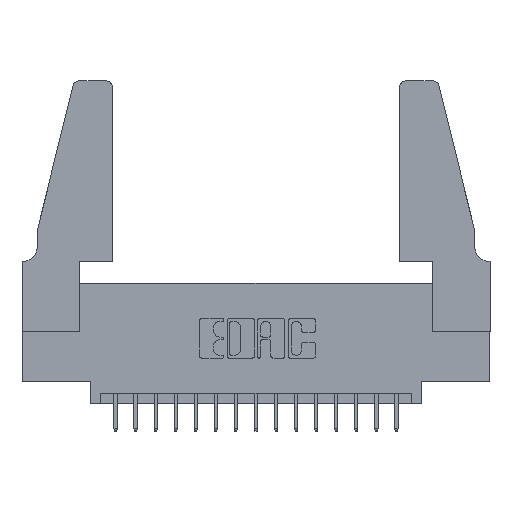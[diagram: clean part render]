
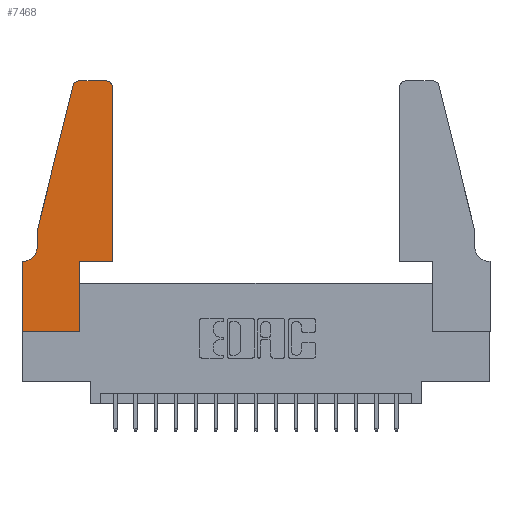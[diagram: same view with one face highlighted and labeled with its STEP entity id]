
A CAD part, top view. The second image highlights one B-rep face of the part: STEP entity #7468.
In plain terms, the highlighted planar face has unit normal (0, 0, 1).
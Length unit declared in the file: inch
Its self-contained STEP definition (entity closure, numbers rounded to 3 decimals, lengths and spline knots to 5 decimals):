
#65 = VERTEX_POINT ( 'NONE', #10603 ) ;
#295 = AXIS2_PLACEMENT_3D ( 'NONE', #11135, #4007, #4261 ) ;
#350 = VERTEX_POINT ( 'NONE', #12890 ) ;
#353 = AXIS2_PLACEMENT_3D ( 'NONE', #10860, #11719, #13605 ) ;
#421 = ORIENTED_EDGE ( 'NONE', *, *, #8351, .T. ) ;
#475 = DIRECTION ( 'NONE',  ( 1., 0., 0. ) ) ;
#916 = CARTESIAN_POINT ( 'NONE',  ( 0.2865, 0.35, 0.37 ) ) ;
#972 = VERTEX_POINT ( 'NONE', #6227 ) ;
#1056 = CARTESIAN_POINT ( 'NONE',  ( 0.0755, 0.35, 0.37 ) ) ;
#1134 = CARTESIAN_POINT ( 'NONE',  ( 0.4505, 0.35, 0.37 ) ) ;
#1470 = LINE ( 'NONE', #12374, #3684 ) ;
#1527 = VECTOR ( 'NONE', #2545, 39.37008 ) ;
#1692 = ORIENTED_EDGE ( 'NONE', *, *, #2989, .T. ) ;
#1721 = VERTEX_POINT ( 'NONE', #916 ) ;
#1737 = CIRCLE ( 'NONE', #295, 0.03 ) ;
#1821 = CIRCLE ( 'NONE', #5505, 0.07 ) ;
#2372 = VECTOR ( 'NONE', #15590, 39.37008 ) ;
#2545 = DIRECTION ( 'NONE',  ( 0., -1., 0. ) ) ;
#2989 = EDGE_CURVE ( 'NONE', #1721, #10754, #8588, .T. ) ;
#3169 = EDGE_CURVE ( 'NONE', #972, #350, #12869, .T. ) ;
#3250 = LINE ( 'NONE', #17180, #12929 ) ;
#3334 = VERTEX_POINT ( 'NONE', #6824 ) ;
#3611 = EDGE_CURVE ( 'NONE', #65, #9608, #1821, .T. ) ;
#3646 = ORIENTED_EDGE ( 'NONE', *, *, #3611, .T. ) ;
#3684 = VECTOR ( 'NONE', #4304, 39.37008 ) ;
#4007 = DIRECTION ( 'NONE',  ( 0., 0., 1. ) ) ;
#4261 = DIRECTION ( 'NONE',  ( 1., 0., 0. ) ) ;
#4304 = DIRECTION ( 'NONE',  ( -1., 0., 0. ) ) ;
#4436 = EDGE_CURVE ( 'NONE', #5432, #65, #11929, .T. ) ;
#4446 = PLANE ( 'NONE',  #9791 ) ;
#4820 = DIRECTION ( 'NONE',  ( -1., 0., 0. ) ) ;
#5136 = LINE ( 'NONE', #1056, #14471 ) ;
#5432 = VERTEX_POINT ( 'NONE', #7447 ) ;
#5505 = AXIS2_PLACEMENT_3D ( 'NONE', #9096, #17176, #4820 ) ;
#5514 = ORIENTED_EDGE ( 'NONE', *, *, #7061, .T. ) ;
#5570 = DIRECTION ( 'NONE',  ( -0.239, -0.971, 0. ) ) ;
#5823 = CARTESIAN_POINT ( 'NONE',  ( 0.4505, 0.35, 0.37 ) ) ;
#5984 = CARTESIAN_POINT ( 'NONE',  ( 0.4205, 1.25, 0.37 ) ) ;
#6150 = ORIENTED_EDGE ( 'NONE', *, *, #10002, .T. ) ;
#6227 = CARTESIAN_POINT ( 'NONE',  ( 0., 0., 0.37 ) ) ;
#6309 = CARTESIAN_POINT ( 'NONE',  ( 0., 0.35, 0.37 ) ) ;
#6561 = CARTESIAN_POINT ( 'NONE',  ( 0.0755, 0.5, 0.37 ) ) ;
#6656 = LINE ( 'NONE', #16391, #13116 ) ;
#6824 = CARTESIAN_POINT ( 'NONE',  ( 0.25487, 1.22718, 0.37 ) ) ;
#7061 = EDGE_CURVE ( 'NONE', #8885, #11461, #1470, .T. ) ;
#7447 = CARTESIAN_POINT ( 'NONE',  ( 0.0755, 0.5, 0.37 ) ) ;
#7468 = ADVANCED_FACE ( 'NONE', ( #16724 ), #4446, .T. ) ;
#7580 = CARTESIAN_POINT ( 'NONE',  ( 0.0055, 0.35, 0.37 ) ) ;
#8191 = CARTESIAN_POINT ( 'NONE',  ( 0.4505, 1.22, 0.37 ) ) ;
#8351 = EDGE_CURVE ( 'NONE', #9608, #9905, #5136, .T. ) ;
#8588 = LINE ( 'NONE', #5823, #16736 ) ;
#8885 = VERTEX_POINT ( 'NONE', #5984 ) ;
#9073 = VECTOR ( 'NONE', #17029, 39.37008 ) ;
#9096 = CARTESIAN_POINT ( 'NONE',  ( 0.0055, 0.42, 0.37 ) ) ;
#9555 = VERTEX_POINT ( 'NONE', #8191 ) ;
#9608 = VERTEX_POINT ( 'NONE', #7580 ) ;
#9690 = CARTESIAN_POINT ( 'NONE',  ( 0., 0.35, 0.37 ) ) ;
#9791 = AXIS2_PLACEMENT_3D ( 'NONE', #6309, #11588, #12885 ) ;
#9905 = VERTEX_POINT ( 'NONE', #9690 ) ;
#10002 = EDGE_CURVE ( 'NONE', #350, #1721, #15761, .T. ) ;
#10015 = DIRECTION ( 'NONE',  ( 0., -1., 0. ) ) ;
#10045 = CIRCLE ( 'NONE', #353, 0.03 ) ;
#10054 = CARTESIAN_POINT ( 'NONE',  ( 0., 0., 0.37 ) ) ;
#10114 = CARTESIAN_POINT ( 'NONE',  ( 0.4505, 0.35, 0.37 ) ) ;
#10277 = ORIENTED_EDGE ( 'NONE', *, *, #14163, .T. ) ;
#10439 = VECTOR ( 'NONE', #14128, 39.37008 ) ;
#10603 = CARTESIAN_POINT ( 'NONE',  ( 0.0755, 0.42, 0.37 ) ) ;
#10754 = VERTEX_POINT ( 'NONE', #1134 ) ;
#10860 = CARTESIAN_POINT ( 'NONE',  ( 0.4205, 1.22, 0.37 ) ) ;
#11135 = CARTESIAN_POINT ( 'NONE',  ( 0.284, 1.22, 0.37 ) ) ;
#11461 = VERTEX_POINT ( 'NONE', #11969 ) ;
#11588 = DIRECTION ( 'NONE',  ( 0., 0., 1. ) ) ;
#11719 = DIRECTION ( 'NONE',  ( 0., 0., 1. ) ) ;
#11845 = EDGE_CURVE ( 'NONE', #3334, #5432, #6656, .T. ) ;
#11857 = DIRECTION ( 'NONE',  ( -1., 0., 0. ) ) ;
#11929 = LINE ( 'NONE', #6561, #1527 ) ;
#11969 = CARTESIAN_POINT ( 'NONE',  ( 0.284, 1.25, 0.37 ) ) ;
#12198 = ORIENTED_EDGE ( 'NONE', *, *, #3169, .T. ) ;
#12374 = CARTESIAN_POINT ( 'NONE',  ( 0.2605, 1.25, 0.37 ) ) ;
#12829 = LINE ( 'NONE', #10114, #9073 ) ;
#12869 = LINE ( 'NONE', #10054, #2372 ) ;
#12885 = DIRECTION ( 'NONE',  ( 1., 0., 0. ) ) ;
#12890 = CARTESIAN_POINT ( 'NONE',  ( 0.2865, 0., 0.37 ) ) ;
#12913 = ORIENTED_EDGE ( 'NONE', *, *, #4436, .T. ) ;
#12929 = VECTOR ( 'NONE', #10015, 39.37008 ) ;
#13116 = VECTOR ( 'NONE', #5570, 39.37008 ) ;
#13419 = ORIENTED_EDGE ( 'NONE', *, *, #11845, .T. ) ;
#13605 = DIRECTION ( 'NONE',  ( 1., 0., 0. ) ) ;
#13697 = ORIENTED_EDGE ( 'NONE', *, *, #17338, .T. ) ;
#14128 = DIRECTION ( 'NONE',  ( 0., 1., 0. ) ) ;
#14163 = EDGE_CURVE ( 'NONE', #10754, #9555, #12829, .T. ) ;
#14471 = VECTOR ( 'NONE', #11857, 39.37008 ) ;
#14958 = ORIENTED_EDGE ( 'NONE', *, *, #15679, .T. ) ;
#15346 = EDGE_LOOP ( 'NONE', ( #5514, #14958, #13419, #12913, #3646, #421, #13697, #12198, #6150, #1692, #10277, #17575 ) ) ;
#15590 = DIRECTION ( 'NONE',  ( 1., 0., 0. ) ) ;
#15679 = EDGE_CURVE ( 'NONE', #11461, #3334, #1737, .T. ) ;
#15761 = LINE ( 'NONE', #17132, #10439 ) ;
#16391 = CARTESIAN_POINT ( 'NONE',  ( 0.0755, 0.5, 0.37 ) ) ;
#16724 = FACE_OUTER_BOUND ( 'NONE', #15346, .T. ) ;
#16736 = VECTOR ( 'NONE', #475, 39.37008 ) ;
#17029 = DIRECTION ( 'NONE',  ( 0., 1., 0. ) ) ;
#17132 = CARTESIAN_POINT ( 'NONE',  ( 0.2865, 0.35, 0.37 ) ) ;
#17176 = DIRECTION ( 'NONE',  ( 0., 0., -1. ) ) ;
#17180 = CARTESIAN_POINT ( 'NONE',  ( 0., 0., 0.37 ) ) ;
#17338 = EDGE_CURVE ( 'NONE', #9905, #972, #3250, .T. ) ;
#17472 = EDGE_CURVE ( 'NONE', #9555, #8885, #10045, .T. ) ;
#17575 = ORIENTED_EDGE ( 'NONE', *, *, #17472, .T. ) ;
